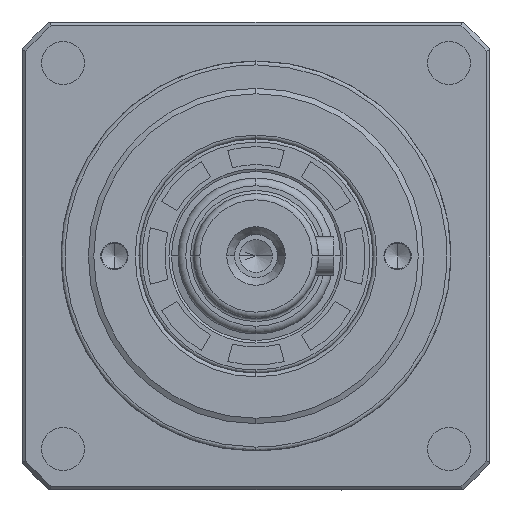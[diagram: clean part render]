
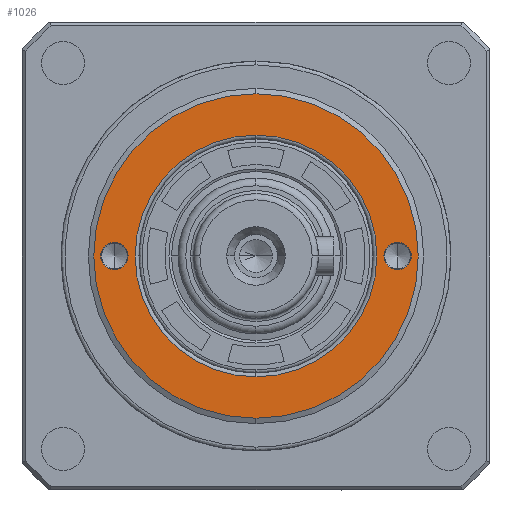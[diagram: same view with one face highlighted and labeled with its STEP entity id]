
A CAD part, left-side view. The second image highlights one B-rep face of the part: STEP entity #1026.
In plain terms, the highlighted planar face has unit normal (-1, 0, 0).
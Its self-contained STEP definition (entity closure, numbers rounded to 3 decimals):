
#41 = CIRCLE ( 'NONE', #5221, 1.75 ) ;
#70 = DIRECTION ( 'NONE',  ( 0., 0., -1. ) ) ;
#380 = AXIS2_PLACEMENT_3D ( 'NONE', #15168, #15164, #15088 ) ;
#545 = AXIS2_PLACEMENT_3D ( 'NONE', #6706, #6697, #6662 ) ;
#661 = DIRECTION ( 'NONE',  ( 1., 0., 0. ) ) ;
#1026 = ADVANCED_FACE ( 'NONE', ( #9555, #10424, #7082, #10611 ), #10296, .F. ) ;
#1090 = AXIS2_PLACEMENT_3D ( 'NONE', #10265, #10228, #10226 ) ;
#1187 = EDGE_CURVE ( 'NONE', #12576, #8451, #27176, .T. ) ;
#1503 = EDGE_LOOP ( 'NONE', ( #15375, #12968 ) ) ;
#1629 = CARTESIAN_POINT ( 'NONE',  ( 2., 0., -15.5 ) ) ;
#1710 = CARTESIAN_POINT ( 'NONE',  ( 2., 0., 0. ) ) ;
#1747 = CARTESIAN_POINT ( 'NONE',  ( 2., -18.15, 0. ) ) ;
#2577 = ORIENTED_EDGE ( 'NONE', *, *, #10956, .F. ) ;
#2779 = CIRCLE ( 'NONE', #9733, 20.8 ) ;
#3068 = ORIENTED_EDGE ( 'NONE', *, *, #9436, .F. ) ;
#3674 = CARTESIAN_POINT ( 'NONE',  ( 2., 18.15, 1.75 ) ) ;
#3747 = ORIENTED_EDGE ( 'NONE', *, *, #4367, .F. ) ;
#4122 = DIRECTION ( 'NONE',  ( -1., 0., 0. ) ) ;
#4367 = EDGE_CURVE ( 'NONE', #17265, #5295, #4622, .T. ) ;
#4376 = CARTESIAN_POINT ( 'NONE',  ( 2., -18.15, 1.75 ) ) ;
#4622 = CIRCLE ( 'NONE', #21997, 1.75 ) ;
#5221 = AXIS2_PLACEMENT_3D ( 'NONE', #5695, #5672, #5647 ) ;
#5295 = VERTEX_POINT ( 'NONE', #3674 ) ;
#5647 = DIRECTION ( 'NONE',  ( 0., 0., 1. ) ) ;
#5672 = DIRECTION ( 'NONE',  ( -1., 0., 0. ) ) ;
#5695 = CARTESIAN_POINT ( 'NONE',  ( 2., -18.15, 0. ) ) ;
#5702 = CARTESIAN_POINT ( 'NONE',  ( 2., -18.15, -1.75 ) ) ;
#6326 = EDGE_CURVE ( 'NONE', #27079, #7847, #2779, .T. ) ;
#6662 = DIRECTION ( 'NONE',  ( 0., 0., 1. ) ) ;
#6697 = DIRECTION ( 'NONE',  ( -1., 0., 0. ) ) ;
#6706 = CARTESIAN_POINT ( 'NONE',  ( 2., 0., 0. ) ) ;
#6877 = AXIS2_PLACEMENT_3D ( 'NONE', #14942, #14913, #14907 ) ;
#6921 = CIRCLE ( 'NONE', #27435, 1.75 ) ;
#7082 = FACE_OUTER_BOUND ( 'NONE', #10823, .T. ) ;
#7847 = VERTEX_POINT ( 'NONE', #22471 ) ;
#8451 = VERTEX_POINT ( 'NONE', #1629 ) ;
#9436 = EDGE_CURVE ( 'NONE', #7847, #27079, #25469, .T. ) ;
#9512 = CIRCLE ( 'NONE', #12167, 1.75 ) ;
#9555 = FACE_BOUND ( 'NONE', #18366, .T. ) ;
#9733 = AXIS2_PLACEMENT_3D ( 'NONE', #1710, #661, #70 ) ;
#10226 = DIRECTION ( 'NONE',  ( 0., 0., -1. ) ) ;
#10228 = DIRECTION ( 'NONE',  ( 1., 0., 0. ) ) ;
#10265 = CARTESIAN_POINT ( 'NONE',  ( 2., 15.5, 0. ) ) ;
#10296 = PLANE ( 'NONE',  #1090 ) ;
#10424 = FACE_BOUND ( 'NONE', #1503, .T. ) ;
#10611 = FACE_BOUND ( 'NONE', #17974, .T. ) ;
#10823 = EDGE_LOOP ( 'NONE', ( #3068, #22874 ) ) ;
#10956 = EDGE_CURVE ( 'NONE', #5295, #17265, #9512, .T. ) ;
#12167 = AXIS2_PLACEMENT_3D ( 'NONE', #17072, #17060, #17036 ) ;
#12576 = VERTEX_POINT ( 'NONE', #25807 ) ;
#12968 = ORIENTED_EDGE ( 'NONE', *, *, #17984, .F. ) ;
#14907 = DIRECTION ( 'NONE',  ( 0., 0., 1. ) ) ;
#14913 = DIRECTION ( 'NONE',  ( -1., 0., 0. ) ) ;
#14942 = CARTESIAN_POINT ( 'NONE',  ( 2., 0., 0. ) ) ;
#15088 = DIRECTION ( 'NONE',  ( 0., 0., -1. ) ) ;
#15164 = DIRECTION ( 'NONE',  ( 1., 0., 0. ) ) ;
#15168 = CARTESIAN_POINT ( 'NONE',  ( 2., 0., 0. ) ) ;
#15375 = ORIENTED_EDGE ( 'NONE', *, *, #1187, .F. ) ;
#17036 = DIRECTION ( 'NONE',  ( 0., 0., 1. ) ) ;
#17060 = DIRECTION ( 'NONE',  ( -1., 0., 0. ) ) ;
#17072 = CARTESIAN_POINT ( 'NONE',  ( 2., 18.15, 0. ) ) ;
#17265 = VERTEX_POINT ( 'NONE', #20829 ) ;
#17974 = EDGE_LOOP ( 'NONE', ( #2577, #3747 ) ) ;
#17984 = EDGE_CURVE ( 'NONE', #8451, #12576, #22640, .T. ) ;
#18128 = DIRECTION ( 'NONE',  ( 0., 0., 1. ) ) ;
#18160 = DIRECTION ( 'NONE',  ( -1., 0., 0. ) ) ;
#18190 = CARTESIAN_POINT ( 'NONE',  ( 2., 18.15, 0. ) ) ;
#18366 = EDGE_LOOP ( 'NONE', ( #26393, #25546 ) ) ;
#18657 = EDGE_CURVE ( 'NONE', #26182, #23644, #41, .T. ) ;
#20829 = CARTESIAN_POINT ( 'NONE',  ( 2., 18.15, -1.75 ) ) ;
#21757 = EDGE_CURVE ( 'NONE', #23644, #26182, #6921, .T. ) ;
#21997 = AXIS2_PLACEMENT_3D ( 'NONE', #18190, #18160, #18128 ) ;
#22347 = CARTESIAN_POINT ( 'NONE',  ( 2., 0., 20.8 ) ) ;
#22471 = CARTESIAN_POINT ( 'NONE',  ( 2., 0., -20.8 ) ) ;
#22640 = CIRCLE ( 'NONE', #6877, 15.5 ) ;
#22874 = ORIENTED_EDGE ( 'NONE', *, *, #6326, .F. ) ;
#23644 = VERTEX_POINT ( 'NONE', #4376 ) ;
#24339 = DIRECTION ( 'NONE',  ( 0., 0., 1. ) ) ;
#25469 = CIRCLE ( 'NONE', #380, 20.8 ) ;
#25546 = ORIENTED_EDGE ( 'NONE', *, *, #18657, .F. ) ;
#25807 = CARTESIAN_POINT ( 'NONE',  ( 2., 0., 15.5 ) ) ;
#26182 = VERTEX_POINT ( 'NONE', #5702 ) ;
#26393 = ORIENTED_EDGE ( 'NONE', *, *, #21757, .F. ) ;
#27079 = VERTEX_POINT ( 'NONE', #22347 ) ;
#27176 = CIRCLE ( 'NONE', #545, 15.5 ) ;
#27435 = AXIS2_PLACEMENT_3D ( 'NONE', #1747, #4122, #24339 ) ;
